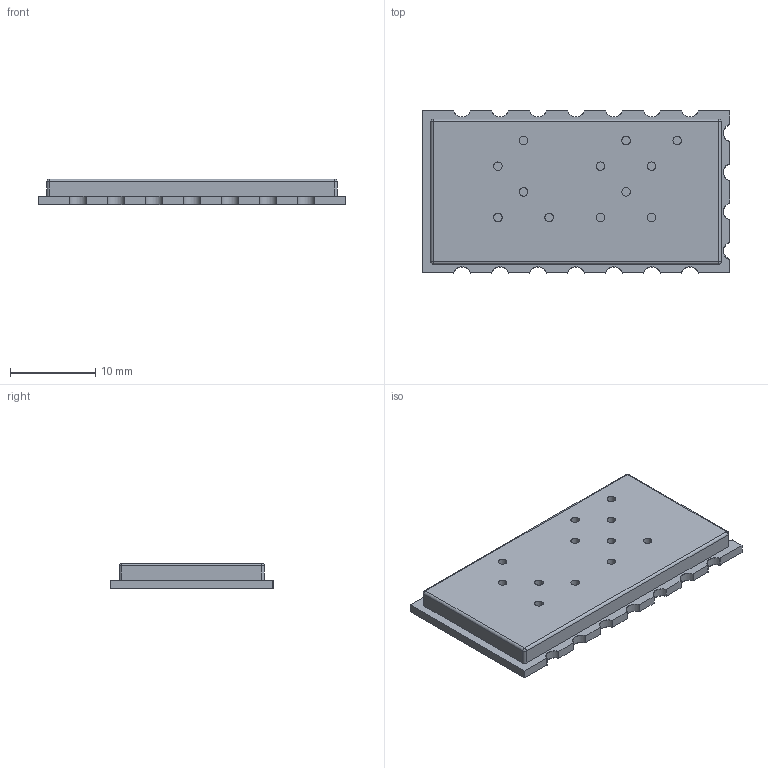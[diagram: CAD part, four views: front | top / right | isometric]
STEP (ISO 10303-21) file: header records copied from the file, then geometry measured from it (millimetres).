
FILE_DESCRIPTION(('FreeCAD Model'),'2;1');
FILE_NAME('dra818.step','2017-02-23T01:24:37',( 'Author'),(''),'Open CASCADE STEP processor 6.8','FreeCAD','Unknown' );
FILE_SCHEMA(('AUTOMOTIVE_DESIGN_CC2 { 1 2 10303 214 -1 1 5 4 }'));
Length unit declared in the file: millimetre
Products named in the file (2): ASSEMBLY; Fusion
Assembly tree (1 placements, depth 2):
  ASSEMBLY
    Fusion
Bounding box: 36 x 19.03 x 3 mm (x, y, z)
Volume: 1800.4 mm3; surface area: 1810.8 mm2
Topology: 15 solids, 15 shells, 191 faces, 436 edges, 284 vertices
Faces by surface type: plane 113, cylinder 74, sphere 4
Full cylindrical faces by diameter (mm): 1 x12
Entity records: 8547 total; most frequent: CARTESIAN_POINT 2731, DIRECTION 996, ORIENTED_EDGE 864, EDGE_CURVE 432, AXIS2_PLACEMENT_3D 375, VERTEX_POINT 284, LINE 246, VECTOR 246
